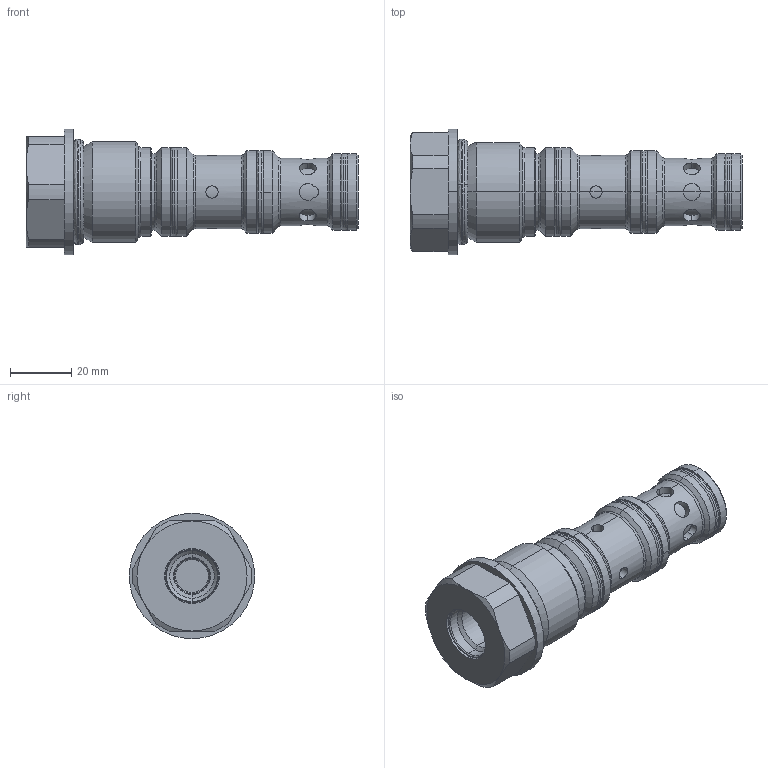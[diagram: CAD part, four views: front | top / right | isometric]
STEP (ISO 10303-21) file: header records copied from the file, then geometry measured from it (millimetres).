
FILE_DESCRIPTION (( 'STEP AP214' ), '1' );
FILE_NAME ('484.K4_Kunde.STEP', '2017-02-21T10:30:50', ( 'user' ), ( '' ), 'SwSTEP 2.0', 'SolidWorks 2016', '' );
FILE_SCHEMA (( 'AUTOMOTIVE_DESIGN' ));
Length unit declared in the file: millimetre
Products named in the file (1): 484.K4_Kunde
Bounding box: 108.5 x 41 x 41 mm (x, y, z)
Volume: 67396 mm3; surface area: 17263.5 mm2
Topology: 5 solids, 5 shells, 193 faces, 466 edges, 294 vertices
Faces by surface type: cylinder 95, bspline 38, cone 38, plane 22
Entity records: 8650 total; most frequent: CARTESIAN_POINT 3227, ORIENTED_EDGE 932, DIRECTION 928, EDGE_CURVE 466, AXIS2_PLACEMENT_3D 397, VERTEX_POINT 294, CIRCLE 241, EDGE_LOOP 212
